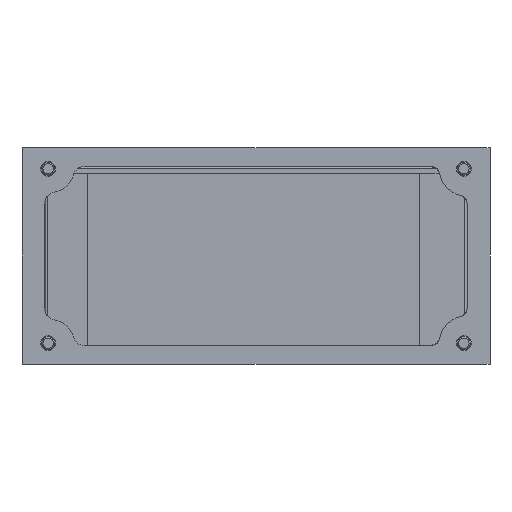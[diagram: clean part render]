
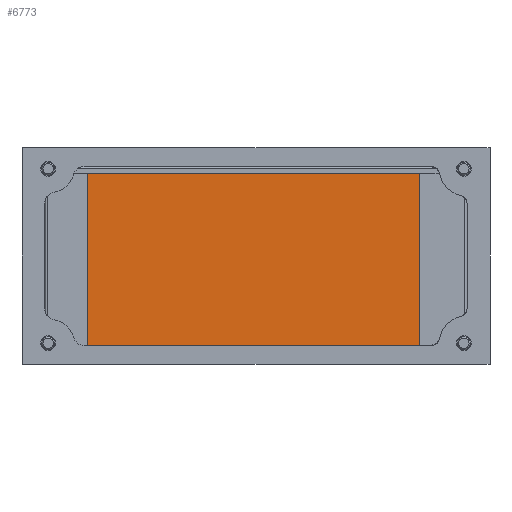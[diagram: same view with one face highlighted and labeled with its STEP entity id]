
A CAD part, front view. The second image highlights one B-rep face of the part: STEP entity #6773.
In plain terms, the highlighted planar face has unit normal (0, -1, 0).
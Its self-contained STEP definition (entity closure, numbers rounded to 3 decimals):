
#1310=ORIENTED_EDGE('',*,*,#2906,.F.);
#1311=ORIENTED_EDGE('',*,*,#2907,.F.);
#1312=ORIENTED_EDGE('',*,*,#2908,.T.);
#1313=ORIENTED_EDGE('',*,*,#2909,.F.);
#2906=EDGE_CURVE('',#3776,#3777,#4391,.T.);
#2907=EDGE_CURVE('',#3778,#3776,#4392,.T.);
#2908=EDGE_CURVE('',#3778,#3779,#4393,.T.);
#2909=EDGE_CURVE('',#3777,#3779,#4394,.T.);
#3776=VERTEX_POINT('',#10734);
#3777=VERTEX_POINT('',#10735);
#3778=VERTEX_POINT('',#10737);
#3779=VERTEX_POINT('',#10739);
#4391=LINE('',#10733,#4916);
#4392=LINE('',#10736,#4917);
#4393=LINE('',#10738,#4918);
#4394=LINE('',#10740,#4919);
#4916=VECTOR('',#8675,1000.);
#4917=VECTOR('',#8676,1000.);
#4918=VECTOR('',#8677,1000.);
#4919=VECTOR('',#8678,1000.);
#5501=EDGE_LOOP('',(#1310,#1311,#1312,#1313));
#6062=FACE_BOUND('',#5501,.T.);
#6473=PLANE('',#7417);
#6773=ADVANCED_FACE('',(#6062),#6473,.F.);
#7417=AXIS2_PLACEMENT_3D('',#10732,#8673,#8674);
#8673=DIRECTION('',(0.,1.,0.));
#8674=DIRECTION('',(0.,0.,1.));
#8675=DIRECTION('',(0.,0.,-1.));
#8676=DIRECTION('',(1.,0.,0.));
#8677=DIRECTION('',(0.,0.,-1.));
#8678=DIRECTION('',(-1.,0.,0.));
#10732=CARTESIAN_POINT('',(-45.91,0.,-12.151));
#10733=CARTESIAN_POINT('',(37.44,0.,20.5));
#10734=CARTESIAN_POINT('',(37.44,0.,19.));
#10735=CARTESIAN_POINT('',(37.44,0.,-20.5));
#10736=CARTESIAN_POINT('',(-45.91,0.,19.));
#10737=CARTESIAN_POINT('',(-38.7,0.,19.));
#10738=CARTESIAN_POINT('',(-38.7,0.,20.5));
#10739=CARTESIAN_POINT('',(-38.7,0.,-20.5));
#10740=CARTESIAN_POINT('',(39.71,0.,-20.5));
